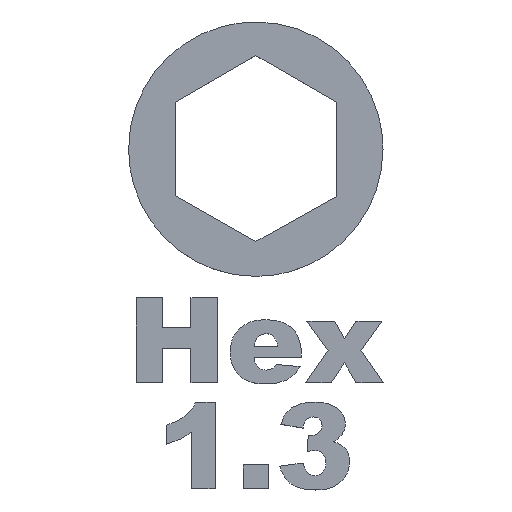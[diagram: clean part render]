
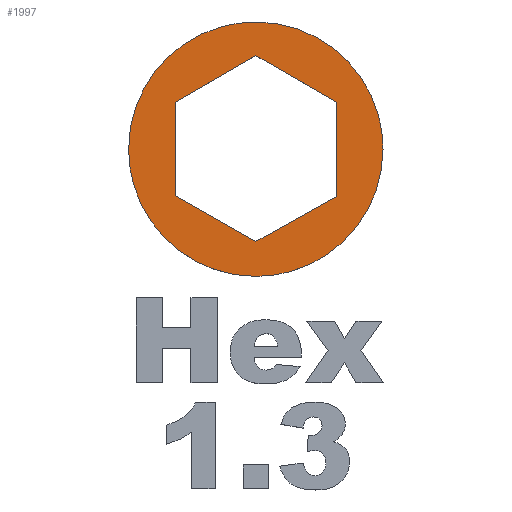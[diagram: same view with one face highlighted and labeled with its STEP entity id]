
A CAD part, top view. The second image highlights one B-rep face of the part: STEP entity #1997.
In plain terms, the highlighted planar face has unit normal (0, 0, 1).
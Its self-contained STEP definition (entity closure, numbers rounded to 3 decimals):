
#180=FACE_BOUND('',#322,.T.);
#184=(
BOUNDED_CURVE()
B_SPLINE_CURVE(3,(#2544,#2545,#2546,#2547),.UNSPECIFIED.,.F.,.F.)
B_SPLINE_CURVE_WITH_KNOTS((4,4),(0.,1.),.UNSPECIFIED.)
CURVE()
GEOMETRIC_REPRESENTATION_ITEM()
RATIONAL_B_SPLINE_CURVE((1.,1.,1.,1.))
REPRESENTATION_ITEM('')
);
#186=(
BOUNDED_CURVE()
B_SPLINE_CURVE(3,(#2565,#2566,#2567,#2568),.UNSPECIFIED.,.F.,.F.)
B_SPLINE_CURVE_WITH_KNOTS((4,4),(0.,1.),.UNSPECIFIED.)
CURVE()
GEOMETRIC_REPRESENTATION_ITEM()
RATIONAL_B_SPLINE_CURVE((1.,1.,1.,1.))
REPRESENTATION_ITEM('')
);
#188=(
BOUNDED_CURVE()
B_SPLINE_CURVE(3,(#2584,#2585,#2586,#2587),.UNSPECIFIED.,.F.,.F.)
B_SPLINE_CURVE_WITH_KNOTS((4,4),(0.,1.),.UNSPECIFIED.)
CURVE()
GEOMETRIC_REPRESENTATION_ITEM()
RATIONAL_B_SPLINE_CURVE((1.,1.,1.,1.))
REPRESENTATION_ITEM('')
);
#190=(
BOUNDED_CURVE()
B_SPLINE_CURVE(3,(#2602,#2603,#2604,#2605),.UNSPECIFIED.,.F.,.F.)
B_SPLINE_CURVE_WITH_KNOTS((4,4),(0.,1.),.UNSPECIFIED.)
CURVE()
GEOMETRIC_REPRESENTATION_ITEM()
RATIONAL_B_SPLINE_CURVE((1.,1.,1.,1.))
REPRESENTATION_ITEM('')
);
#206=FACE_OUTER_BOUND('',#321,.T.);
#321=EDGE_LOOP('',(#1361,#1362,#1363,#1364));
#322=EDGE_LOOP('',(#1365,#1366,#1367,#1368,#1369,#1370));
#430=LINE('',#2501,#623);
#434=LINE('',#2509,#627);
#437=LINE('',#2515,#630);
#440=LINE('',#2521,#633);
#443=LINE('',#2527,#636);
#446=LINE('',#2532,#639);
#623=VECTOR('',#2186,10.);
#627=VECTOR('',#2192,10.);
#630=VECTOR('',#2197,10.);
#633=VECTOR('',#2202,10.);
#636=VECTOR('',#2207,10.);
#639=VECTOR('',#2212,10.);
#816=VERTEX_POINT('',#2499);
#817=VERTEX_POINT('',#2500);
#820=VERTEX_POINT('',#2508);
#822=VERTEX_POINT('',#2514);
#824=VERTEX_POINT('',#2520);
#826=VERTEX_POINT('',#2526);
#828=VERTEX_POINT('',#2542);
#829=VERTEX_POINT('',#2543);
#832=VERTEX_POINT('',#2564);
#834=VERTEX_POINT('',#2583);
#1018=EDGE_CURVE('',#816,#817,#430,.T.);
#1022=EDGE_CURVE('',#817,#820,#434,.T.);
#1025=EDGE_CURVE('',#820,#822,#437,.T.);
#1028=EDGE_CURVE('',#822,#824,#440,.T.);
#1031=EDGE_CURVE('',#824,#826,#443,.T.);
#1034=EDGE_CURVE('',#826,#816,#446,.T.);
#1036=EDGE_CURVE('',#828,#829,#184,.T.);
#1040=EDGE_CURVE('',#832,#828,#186,.T.);
#1043=EDGE_CURVE('',#834,#832,#188,.T.);
#1046=EDGE_CURVE('',#829,#834,#190,.T.);
#1361=ORIENTED_EDGE('',*,*,#1046,.F.);
#1362=ORIENTED_EDGE('',*,*,#1036,.F.);
#1363=ORIENTED_EDGE('',*,*,#1040,.F.);
#1364=ORIENTED_EDGE('',*,*,#1043,.F.);
#1365=ORIENTED_EDGE('',*,*,#1034,.T.);
#1366=ORIENTED_EDGE('',*,*,#1018,.T.);
#1367=ORIENTED_EDGE('',*,*,#1022,.T.);
#1368=ORIENTED_EDGE('',*,*,#1025,.T.);
#1369=ORIENTED_EDGE('',*,*,#1028,.T.);
#1370=ORIENTED_EDGE('',*,*,#1031,.T.);
#1933=PLANE('',#2128);
#1997=ADVANCED_FACE('',(#206,#180),#1933,.T.);
#2128=AXIS2_PLACEMENT_3D('',#2610,#2218,#2219);
#2186=DIRECTION('',(0.,-1.,0.));
#2192=DIRECTION('',(-0.872,-0.489,0.));
#2197=DIRECTION('',(-0.87,0.494,0.));
#2202=DIRECTION('',(0.,1.,0.));
#2207=DIRECTION('',(0.866,0.5,0.));
#2212=DIRECTION('',(0.865,-0.502,0.));
#2218=DIRECTION('center_axis',(0.,0.,1.));
#2219=DIRECTION('ref_axis',(-1.,0.,0.));
#2499=CARTESIAN_POINT('',(43.796,-33.941,0.));
#2500=CARTESIAN_POINT('',(43.796,-38.39,0.));
#2501=CARTESIAN_POINT('',(43.796,-38.39,0.));
#2508=CARTESIAN_POINT('',(40.013,-40.513,0.));
#2509=CARTESIAN_POINT('',(40.013,-40.513,0.));
#2514=CARTESIAN_POINT('',(36.214,-38.356,0.));
#2515=CARTESIAN_POINT('',(36.214,-38.356,0.));
#2520=CARTESIAN_POINT('',(36.214,-33.941,0.));
#2521=CARTESIAN_POINT('',(36.214,-33.941,0.));
#2526=CARTESIAN_POINT('',(40.013,-31.747,0.));
#2527=CARTESIAN_POINT('',(40.013,-31.747,0.));
#2532=CARTESIAN_POINT('',(43.796,-33.941,0.));
#2542=CARTESIAN_POINT('',(40.005,-42.16,0.));
#2543=CARTESIAN_POINT('',(34.005,-36.159,0.));
#2544=CARTESIAN_POINT('Ctrl Pts',(40.005,-42.16,0.));
#2545=CARTESIAN_POINT('Ctrl Pts',(36.691,-42.16,0.));
#2546=CARTESIAN_POINT('Ctrl Pts',(34.005,-39.473,0.));
#2547=CARTESIAN_POINT('Ctrl Pts',(34.005,-36.159,0.));
#2564=CARTESIAN_POINT('',(46.005,-36.159,0.));
#2565=CARTESIAN_POINT('Ctrl Pts',(46.005,-36.159,0.));
#2566=CARTESIAN_POINT('Ctrl Pts',(46.005,-39.473,0.));
#2567=CARTESIAN_POINT('Ctrl Pts',(43.319,-42.16,0.));
#2568=CARTESIAN_POINT('Ctrl Pts',(40.005,-42.16,0.));
#2583=CARTESIAN_POINT('',(40.005,-30.159,0.));
#2584=CARTESIAN_POINT('Ctrl Pts',(40.005,-30.159,0.));
#2585=CARTESIAN_POINT('Ctrl Pts',(43.319,-30.159,0.));
#2586=CARTESIAN_POINT('Ctrl Pts',(46.005,-32.845,0.));
#2587=CARTESIAN_POINT('Ctrl Pts',(46.005,-36.159,0.));
#2602=CARTESIAN_POINT('Ctrl Pts',(34.005,-36.159,0.));
#2603=CARTESIAN_POINT('Ctrl Pts',(34.005,-32.845,0.));
#2604=CARTESIAN_POINT('Ctrl Pts',(36.691,-30.159,0.));
#2605=CARTESIAN_POINT('Ctrl Pts',(40.005,-30.159,0.));
#2610=CARTESIAN_POINT('Origin',(40.005,-36.159,0.));
